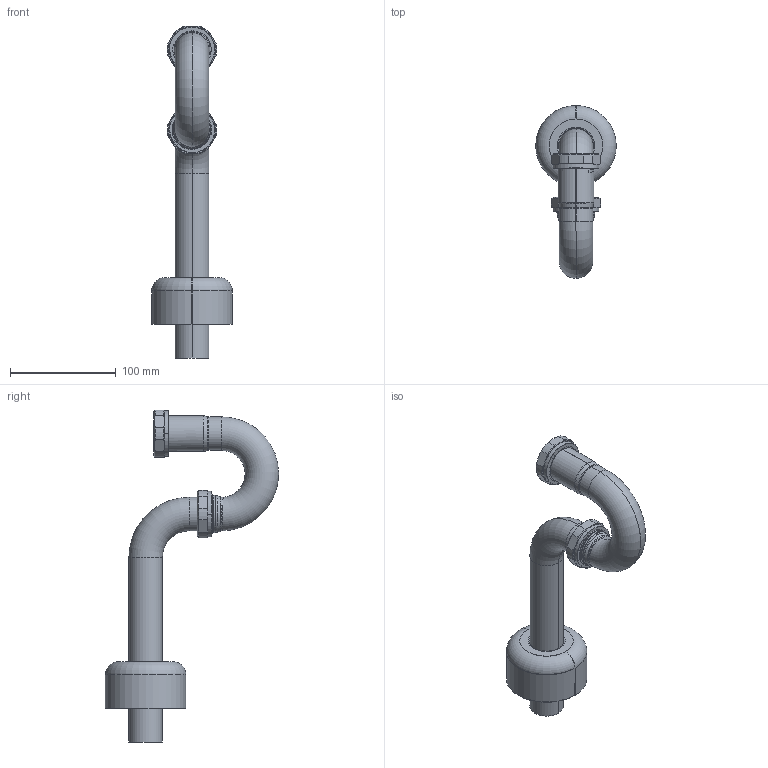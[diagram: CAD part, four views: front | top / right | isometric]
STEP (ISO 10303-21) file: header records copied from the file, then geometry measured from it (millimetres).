
FILE_DESCRIPTION((''),'2;1');
FILE_NAME('3014','2021-06-07T19:35:36',('NSantos'),(''),'CREO PARAMETRIC BY PTC INC, 2018500','CREO PARAMETRIC BY PTC INC, 2018500','');
FILE_SCHEMA(('CONFIG_CONTROL_DESIGN'));
Length unit declared in the file: inch
Products named in the file (1): 3014
Bounding box: 76.2 x 164.08 x 314.48 mm (x, y, z)
Volume: 149351.5 mm3; surface area: 214324.6 mm2
Topology: 3 solids, 11 shells, 325 faces, 816 edges, 521 vertices
Faces by surface type: cylinder 125, torus 84, plane 74, cone 26, bspline 14, extrusion 2
Entity records: 12875 total; most frequent: CARTESIAN_POINT 5214, DIRECTION 1623, ORIENTED_EDGE 1539, EDGE_CURVE 816, AXIS2_PLACEMENT_3D 698, VERTEX_POINT 521, CIRCLE 388, EDGE_LOOP 354
